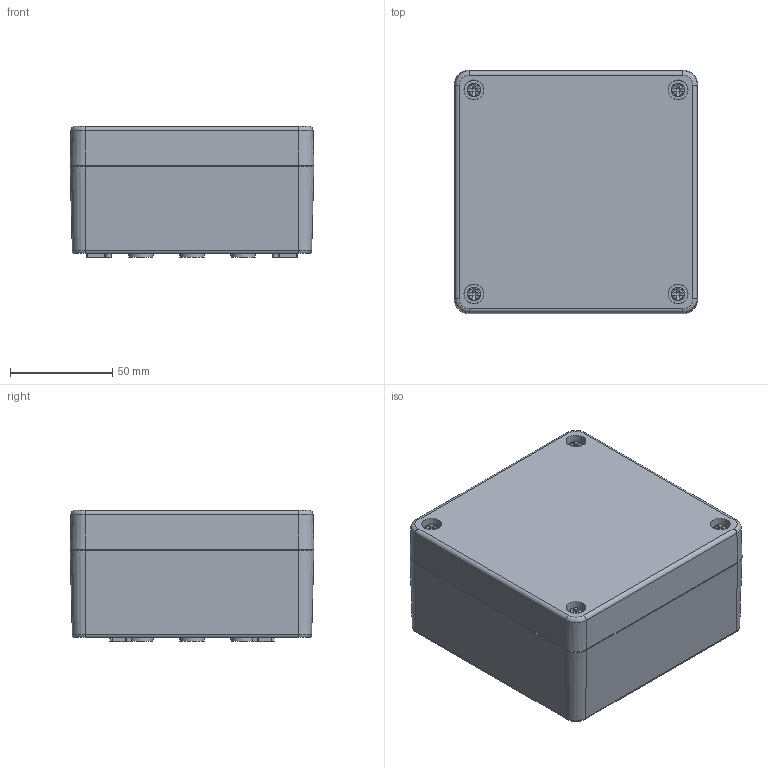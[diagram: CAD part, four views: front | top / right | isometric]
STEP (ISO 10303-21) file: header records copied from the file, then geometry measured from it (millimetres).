
FILE_DESCRIPTION( ( 'STEP AP214' ), ' ' );
FILE_NAME( '15100301.stp', '2016-04-11T14:35:06', ( '' ), ( '' ), ' ', 'PARTsolutions', ' ' );
FILE_SCHEMA( ( 'AUTOMOTIVE_DESIGN { 1 0 10303 214 1 1 1 1 }' ) );
Length unit declared in the file: millimetre
Products named in the file (4): 15100301; _Kasten_TK AL 99-6; _Deckel_TK AL 99-6; _Schraube_TK_AL M4x24
Assembly tree (6 placements, depth 2):
  15100301
    _Kasten_TK AL 99-6
    _Deckel_TK AL 99-6
    _Schraube_TK_AL M4x24  x4
Bounding box: 119 x 119 x 64 mm (x, y, z)
Volume: 324205.7 mm3; surface area: 125379.7 mm2
Topology: 6 solids, 6 shells, 533 faces, 1363 edges, 898 vertices
Faces by surface type: plane 309, cone 168, cylinder 40, torus 16
Full cylindrical faces by diameter (mm): 3.141 x4, 3.242 x15, 4 x4, 6 x4
Entity records: 15658 total; most frequent: DIRECTION 2184, CARTESIAN_POINT 2131, ORIENTED_EDGE 1888, EDGE_CURVE 944, AXIS2_PLACEMENT_3D 827, VERTEX_POINT 678, EDGE_LOOP 594, LINE 530
